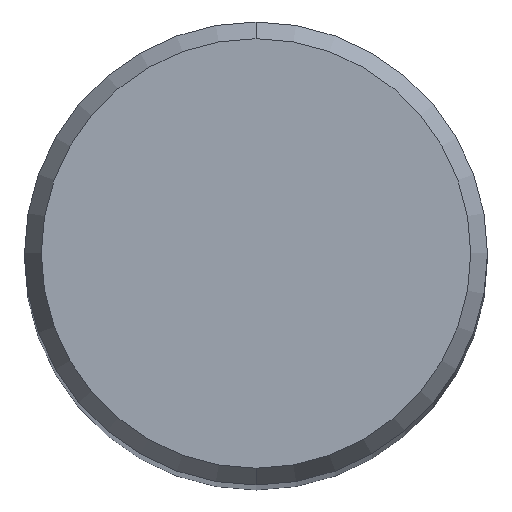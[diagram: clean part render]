
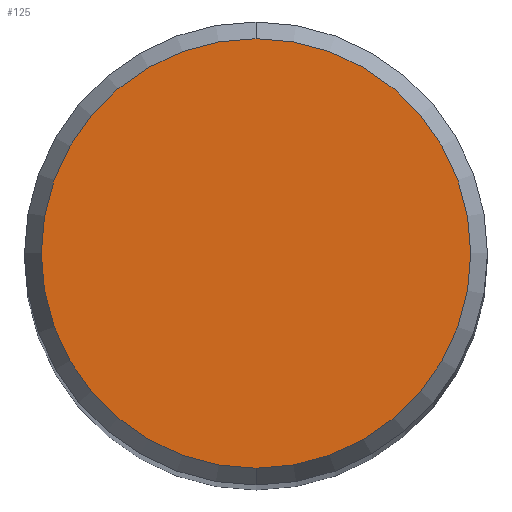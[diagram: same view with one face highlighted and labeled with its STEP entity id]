
A CAD part, top view. The second image highlights one B-rep face of the part: STEP entity #125.
In plain terms, the highlighted planar face has unit normal (0, 0, 1).
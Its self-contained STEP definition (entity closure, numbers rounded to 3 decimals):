
#99=EDGE_CURVE('',#171,#109,#250,.T.);
#109=VERTEX_POINT('',#262);
#125=ADVANCED_FACE('',(#278),#279,.T.);
#171=VERTEX_POINT('',#331);
#227=EDGE_CURVE('',#109,#171,#395,.T.);
#250=CIRCLE('',#411,2.946);
#262=CARTESIAN_POINT('',(0.0,2.946,0.0));
#278=FACE_OUTER_BOUND('',#446,.T.);
#279=PLANE('',#447);
#331=CARTESIAN_POINT('',(0.,-2.946,0.0));
#395=CIRCLE('',#595,2.946);
#411=AXIS2_PLACEMENT_3D('',#601,#602,#603);
#446=EDGE_LOOP('',(#636,#637));
#447=AXIS2_PLACEMENT_3D('',#638,#639,#640);
#595=AXIS2_PLACEMENT_3D('',#789,#790,#791);
#601=CARTESIAN_POINT('',(0.0,0.0,0.0));
#602=DIRECTION('',(0.0,0.0,-1.0));
#603=DIRECTION('',(0.0,1.0,0.0));
#636=ORIENTED_EDGE('',*,*,#227,.F.);
#637=ORIENTED_EDGE('',*,*,#99,.F.);
#638=CARTESIAN_POINT('',(0.0,1.473,0.0));
#639=DIRECTION('',(-0.0,0.0,1.0));
#640=DIRECTION('',(0.0,-1.0,0.0));
#789=CARTESIAN_POINT('',(0.0,0.0,0.0));
#790=DIRECTION('',(0.0,0.0,-1.0));
#791=DIRECTION('',(0.0,1.0,0.0));
